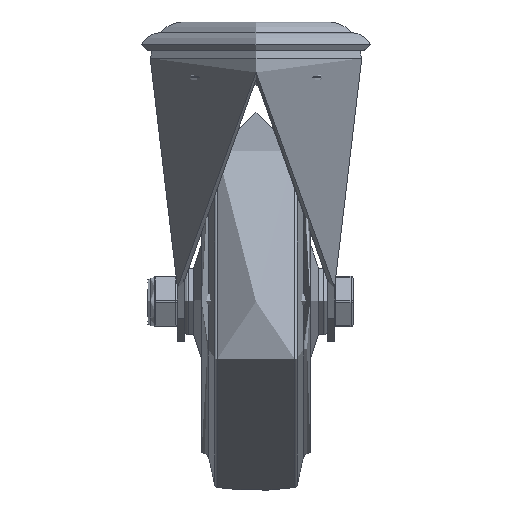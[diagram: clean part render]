
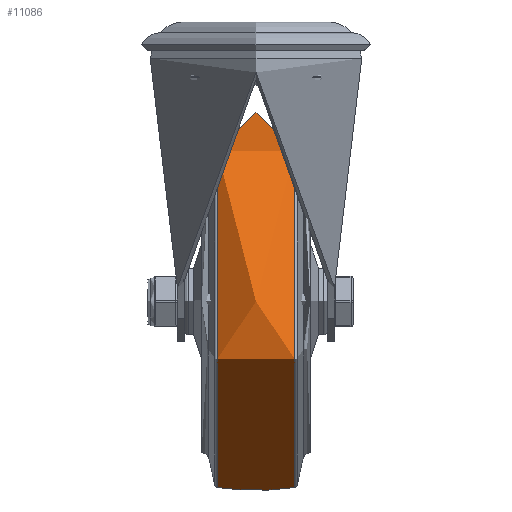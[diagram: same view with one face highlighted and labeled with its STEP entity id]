
A CAD part, left-side view. The second image highlights one B-rep face of the part: STEP entity #11086.
In plain terms, the highlighted free-form (B-spline) face has degree [2, 2] with [3, 9] control points.
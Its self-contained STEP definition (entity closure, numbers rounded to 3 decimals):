
#54=(
BOUNDED_SURFACE()
B_SPLINE_SURFACE(2,2,((#16763,#16764,#16765,#16766,#16767,#16768,#16769,
#16770,#16771),(#16772,#16773,#16774,#16775,#16776,#16777,#16778,#16779,
#16780),(#16781,#16782,#16783,#16784,#16785,#16786,#16787,#16788,#16789)),
 .UNSPECIFIED.,.F.,.T.,.F.)
B_SPLINE_SURFACE_WITH_KNOTS((3,3),(3,2,2,2,3),(-0.14,0.14),
(-3.142,-1.571,0.,1.571,3.142),
 .UNSPECIFIED.)
GEOMETRIC_REPRESENTATION_ITEM()
RATIONAL_B_SPLINE_SURFACE(((1.,0.707,1.,0.707,1.,
0.707,1.,0.707,1.),(0.99,0.7,
0.99,0.7,0.99,0.7,0.99,
0.7,0.99),(1.,0.707,1.,0.707,
1.,0.707,1.,0.707,1.)))
REPRESENTATION_ITEM('')
SURFACE()
);
#1658=FACE_OUTER_BOUND('',#2378,.T.);
#2378=EDGE_LOOP('',(#8159,#8160,#8161,#8162));
#4587=CIRCLE('',#12059,61.6);
#4588=CIRCLE('',#12060,91.625);
#4589=CIRCLE('',#12061,61.6);
#5083=VERTEX_POINT('',#16760);
#5084=VERTEX_POINT('',#16790);
#6256=EDGE_CURVE('',#5083,#5083,#4587,.T.);
#6257=EDGE_CURVE('',#5083,#5084,#4588,.T.);
#6258=EDGE_CURVE('',#5084,#5084,#4589,.T.);
#8159=ORIENTED_EDGE('',*,*,#6256,.F.);
#8160=ORIENTED_EDGE('',*,*,#6257,.T.);
#8161=ORIENTED_EDGE('',*,*,#6258,.T.);
#8162=ORIENTED_EDGE('',*,*,#6257,.F.);
#11086=ADVANCED_FACE('',(#1658),#54,.F.);
#12059=AXIS2_PLACEMENT_3D('',#16762,#13382,#13383);
#12060=AXIS2_PLACEMENT_3D('',#16791,#13384,#13385);
#12061=AXIS2_PLACEMENT_3D('',#16792,#13386,#13387);
#13382=DIRECTION('center_axis',(0.,1.,0.));
#13383=DIRECTION('ref_axis',(0.,0.,
1.));
#13384=DIRECTION('center_axis',(-1.,0.,0.));
#13385=DIRECTION('ref_axis',(0.,0.,
-1.));
#13386=DIRECTION('center_axis',(0.,1.,0.));
#13387=DIRECTION('ref_axis',(0.,0.,
1.));
#16760=CARTESIAN_POINT('',(0.,12.81,-61.6));
#16762=CARTESIAN_POINT('Origin',(0.,12.81,
0.));
#16763=CARTESIAN_POINT('Ctrl Pts',(0.,-12.81,
-61.6));
#16764=CARTESIAN_POINT('Ctrl Pts',(-61.6,-12.81,
-61.6));
#16765=CARTESIAN_POINT('Ctrl Pts',(-61.6,-12.81,
0.));
#16766=CARTESIAN_POINT('Ctrl Pts',(-61.6,-12.81,
61.6));
#16767=CARTESIAN_POINT('Ctrl Pts',(0.,-12.81,
61.6));
#16768=CARTESIAN_POINT('Ctrl Pts',(61.6,-12.81,61.6));
#16769=CARTESIAN_POINT('Ctrl Pts',(61.6,-12.81,0.));
#16770=CARTESIAN_POINT('Ctrl Pts',(61.6,-12.81,-61.6));
#16771=CARTESIAN_POINT('Ctrl Pts',(0.,-12.81,
-61.6));
#16772=CARTESIAN_POINT('Ctrl Pts',(0.,0.,
-63.409));
#16773=CARTESIAN_POINT('Ctrl Pts',(-63.409,0.,
-63.409));
#16774=CARTESIAN_POINT('Ctrl Pts',(-63.409,0.,
0.));
#16775=CARTESIAN_POINT('Ctrl Pts',(-63.409,0.,
63.409));
#16776=CARTESIAN_POINT('Ctrl Pts',(0.,0.,
63.409));
#16777=CARTESIAN_POINT('Ctrl Pts',(63.409,0.,
63.409));
#16778=CARTESIAN_POINT('Ctrl Pts',(63.409,0.,
0.));
#16779=CARTESIAN_POINT('Ctrl Pts',(63.409,0.,
-63.409));
#16780=CARTESIAN_POINT('Ctrl Pts',(0.,0.,
-63.409));
#16781=CARTESIAN_POINT('Ctrl Pts',(0.,12.81,
-61.6));
#16782=CARTESIAN_POINT('Ctrl Pts',(-61.6,12.81,-61.6));
#16783=CARTESIAN_POINT('Ctrl Pts',(-61.6,12.81,0.));
#16784=CARTESIAN_POINT('Ctrl Pts',(-61.6,12.81,61.6));
#16785=CARTESIAN_POINT('Ctrl Pts',(0.,12.81,
61.6));
#16786=CARTESIAN_POINT('Ctrl Pts',(61.6,12.81,61.6));
#16787=CARTESIAN_POINT('Ctrl Pts',(61.6,12.81,0.));
#16788=CARTESIAN_POINT('Ctrl Pts',(61.6,12.81,-61.6));
#16789=CARTESIAN_POINT('Ctrl Pts',(0.,12.81,
-61.6));
#16790=CARTESIAN_POINT('',(0.,-12.81,-61.6));
#16791=CARTESIAN_POINT('Origin',(0.,0.,
29.125));
#16792=CARTESIAN_POINT('Origin',(0.,-12.81,
0.));
